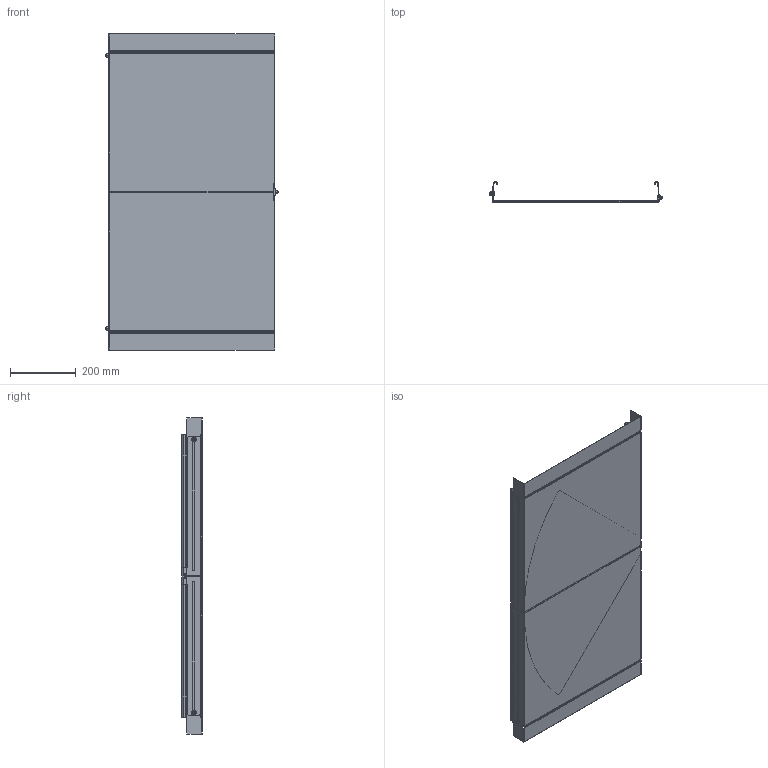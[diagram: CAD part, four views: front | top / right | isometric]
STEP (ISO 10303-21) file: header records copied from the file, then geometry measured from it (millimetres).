
FILE_DESCRIPTION(/* description */ (''),/* implementation_level */ '2;1');
FILE_NAME(/* name */ '6040510',/* time_stamp */ '2014-10-22T09:57:50+02:00',/* author */ (''),/* organization */ (''),/* preprocessor_version */ 'ST-DEVELOPER v15',/* originating_system */ '',/* authorisation */ '');
FILE_SCHEMA (('AUTOMOTIVE_DESIGN'));
Length unit declared in the file: millimetre
Products named in the file (2): Document; Block 02
Assembly tree (1 placements, depth 2):
  Document
    Block 02
Bounding box: 525 x 61.98 x 960 mm (x, y, z)
Volume: 1285156.1 mm3; surface area: 1758698.1 mm2
Topology: 5 solids, 8 shells, 629 faces, 1664 edges, 1028 vertices
Faces by surface type: bspline 329, plane 300
Entity records: 23298 total; most frequent: CARTESIAN_POINT 13451, ORIENTED_EDGE 3268, EDGE_CURVE 1658, VERTEX_POINT 1028, B_SPLINE_CURVE_WITH_KNOTS 848, EDGE_LOOP 720, ADVANCED_FACE 629, FACE_OUTER_BOUND 629
